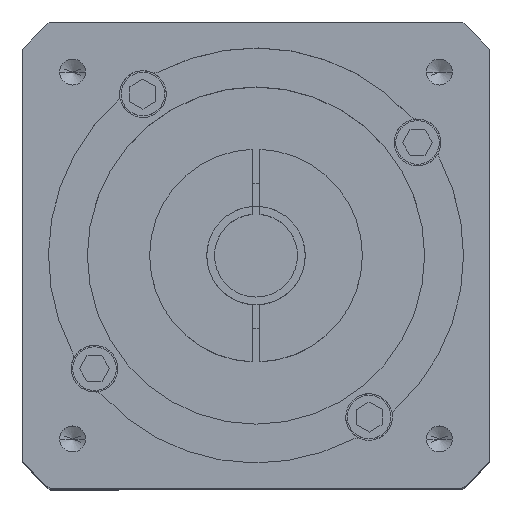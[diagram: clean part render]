
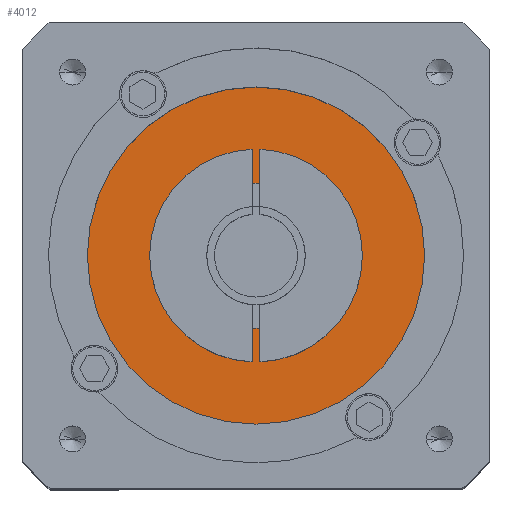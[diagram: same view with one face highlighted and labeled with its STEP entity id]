
A CAD part, top view. The second image highlights one B-rep face of the part: STEP entity #4012.
In plain terms, the highlighted planar face has unit normal (0, 0, 1).
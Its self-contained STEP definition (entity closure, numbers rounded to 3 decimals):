
#283 = AXIS2_PLACEMENT_3D ( 'NONE', #5583, #2234, #6132 ) ;
#382 = CARTESIAN_POINT ( 'NONE',  ( 0., 0., 89. ) ) ;
#389 = DIRECTION ( 'NONE',  ( 0., 0., 1. ) ) ;
#939 = ORIENTED_EDGE ( 'NONE', *, *, #4708, .F. ) ;
#978 = CIRCLE ( 'NONE', #6034, 32.5 ) ;
#1177 = CARTESIAN_POINT ( 'NONE',  ( 14., 0., 89. ) ) ;
#2036 = ORIENTED_EDGE ( 'NONE', *, *, #3377, .T. ) ;
#2042 = CARTESIAN_POINT ( 'NONE',  ( -32.5, 0., 89. ) ) ;
#2104 = DIRECTION ( 'NONE',  ( 0., 0., 1. ) ) ;
#2223 = FACE_BOUND ( 'NONE', #3167, .T. ) ;
#2231 = ORIENTED_EDGE ( 'NONE', *, *, #3040, .F. ) ;
#2234 = DIRECTION ( 'NONE',  ( 0., 0., 1. ) ) ;
#2242 = VERTEX_POINT ( 'NONE', #1177 ) ;
#2569 = DIRECTION ( 'NONE',  ( 0., 0., 1. ) ) ;
#2587 = VERTEX_POINT ( 'NONE', #4856 ) ;
#2975 = DIRECTION ( 'NONE',  ( 0., 0., 1. ) ) ;
#3040 = EDGE_CURVE ( 'NONE', #5026, #2242, #6933, .T. ) ;
#3167 = EDGE_LOOP ( 'NONE', ( #2231, #939 ) ) ;
#3377 = EDGE_CURVE ( 'NONE', #7051, #2587, #6667, .T. ) ;
#3735 = CARTESIAN_POINT ( 'NONE',  ( -14., 0., 89. ) ) ;
#3775 = CARTESIAN_POINT ( 'NONE',  ( 0., 0., 89. ) ) ;
#3851 = EDGE_LOOP ( 'NONE', ( #5037, #2036 ) ) ;
#3941 = AXIS2_PLACEMENT_3D ( 'NONE', #3775, #389, #4335 ) ;
#4012 = ADVANCED_FACE ( 'NONE', ( #6695, #2223 ), #5445, .T. ) ;
#4335 = DIRECTION ( 'NONE',  ( 1., 0., 0. ) ) ;
#4708 = EDGE_CURVE ( 'NONE', #2242, #5026, #4725, .T. ) ;
#4725 = CIRCLE ( 'NONE', #5783, 14. ) ;
#4856 = CARTESIAN_POINT ( 'NONE',  ( 32.5, 0., 89. ) ) ;
#5026 = VERTEX_POINT ( 'NONE', #3735 ) ;
#5037 = ORIENTED_EDGE ( 'NONE', *, *, #6318, .T. ) ;
#5438 = AXIS2_PLACEMENT_3D ( 'NONE', #382, #2104, #6007 ) ;
#5445 = PLANE ( 'NONE',  #5438 ) ;
#5583 = CARTESIAN_POINT ( 'NONE',  ( 0., 0., 89. ) ) ;
#5783 = AXIS2_PLACEMENT_3D ( 'NONE', #6321, #2975, #6901 ) ;
#5902 = CARTESIAN_POINT ( 'NONE',  ( 0., 0., 89. ) ) ;
#6007 = DIRECTION ( 'NONE',  ( 1., 0., 0. ) ) ;
#6034 = AXIS2_PLACEMENT_3D ( 'NONE', #5902, #2569, #6472 ) ;
#6132 = DIRECTION ( 'NONE',  ( 1., 0., 0. ) ) ;
#6318 = EDGE_CURVE ( 'NONE', #2587, #7051, #978, .T. ) ;
#6321 = CARTESIAN_POINT ( 'NONE',  ( 0., 0., 89. ) ) ;
#6472 = DIRECTION ( 'NONE',  ( 1., 0., 0. ) ) ;
#6667 = CIRCLE ( 'NONE', #3941, 32.5 ) ;
#6695 = FACE_OUTER_BOUND ( 'NONE', #3851, .T. ) ;
#6901 = DIRECTION ( 'NONE',  ( 1., 0., 0. ) ) ;
#6933 = CIRCLE ( 'NONE', #283, 14. ) ;
#7051 = VERTEX_POINT ( 'NONE', #2042 ) ;
